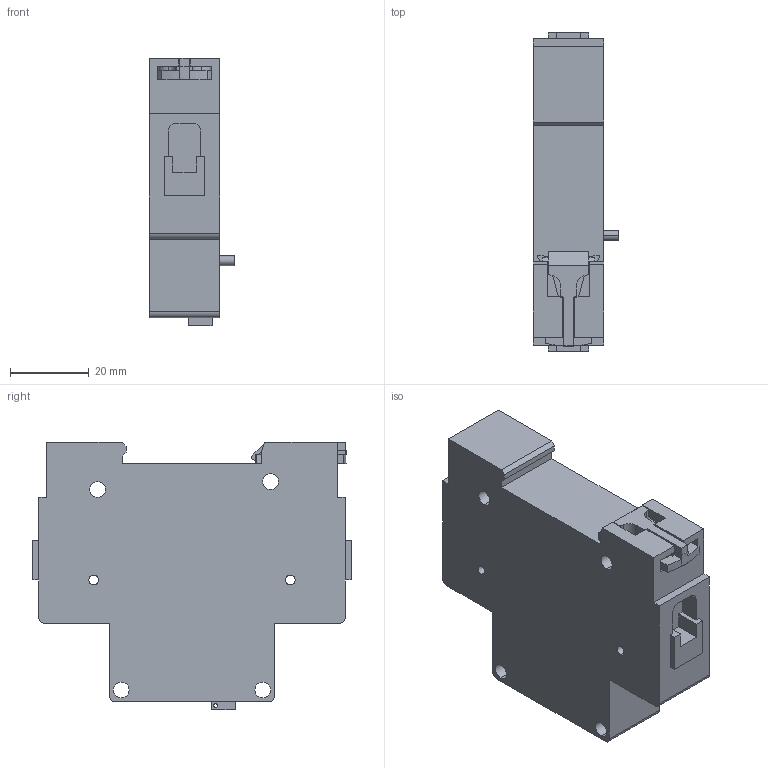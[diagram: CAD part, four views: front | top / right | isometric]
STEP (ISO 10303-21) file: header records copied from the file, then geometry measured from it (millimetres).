
FILE_DESCRIPTION (( 'STEP AP203' ), '1' );
FILE_NAME ('Ðàñöåïèòåëü ìèí è ìàêñ íàïðÿæåíèÿ ÐÌÌ-47 EKF Basic.STEP', '2016-11-25T12:07:36', ( '' ), ( '' ), 'SwSTEP 2.0', 'SolidWorks 2014', '' );
FILE_SCHEMA (( 'CONFIG_CONTROL_DESIGN' ));
Length unit declared in the file: millimetre
Products named in the file (5): Ðàñöåïèòåëü ìèí è ìàêñ íàïðÿæåíèÿ ÐÌÌ-47 EKF Basic; 櫻蠉錪1; 櫻蠉錪2; øëÿïêà âèíòà(00)
Assembly tree (5 placements, depth 2):
  Ðàñöåïèòåëü ìèí è ìàêñ íàïðÿæåíèÿ ÐÌÌ-47 EKF Basic
    Ðàñöåïèòåëü ìèí è ìàêñ íàïðÿæåíèÿ ÐÌÌ-47 EKF Basic
    櫻蠉錪1
    櫻蠉錪2
    øëÿïêà âèíòà(00)  x2
Bounding box: 21.8 x 81 x 68 mm (x, y, z)
Volume: 73096.1 mm3; surface area: 17287 mm2
Topology: 5 solids, 5 shells, 208 faces, 564 edges, 376 vertices
Faces by surface type: plane 155, cylinder 53
Entity records: 6619 total; most frequent: CARTESIAN_POINT 1070, ORIENTED_EDGE 1044, DIRECTION 1032, EDGE_CURVE 522, LINE 412, VECTOR 412, VERTEX_POINT 348, AXIS2_PLACEMENT_3D 310
